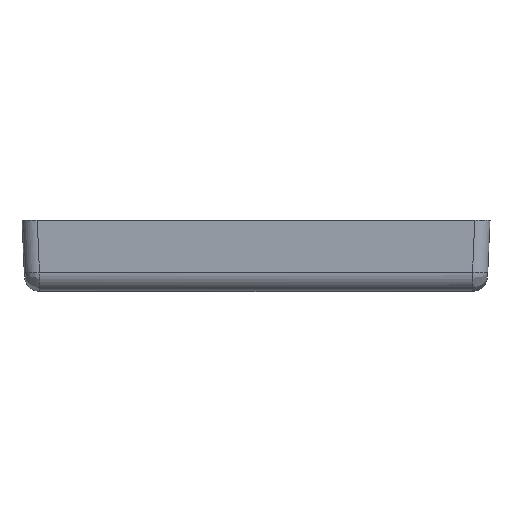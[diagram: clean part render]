
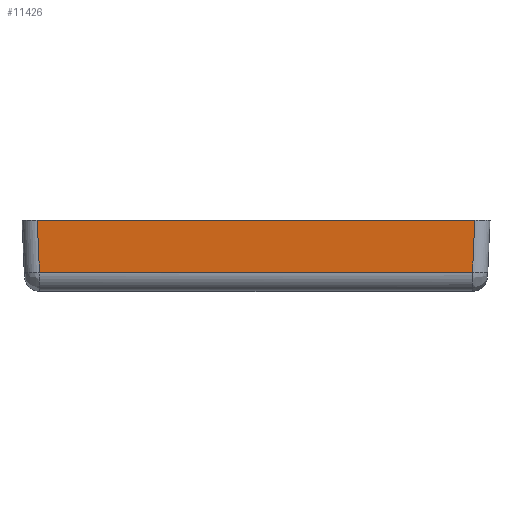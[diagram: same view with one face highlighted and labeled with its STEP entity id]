
A CAD part, left-side view. The second image highlights one B-rep face of the part: STEP entity #11426.
In plain terms, the highlighted planar face has unit normal (-0.999, 0, -0.044).
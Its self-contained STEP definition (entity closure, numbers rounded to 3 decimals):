
#115=CARTESIAN_POINT('',(-28.993,65.942,14.));
#116=VERTEX_POINT('',#115);
#124=CARTESIAN_POINT('',(-28.993,-20.286,14.));
#125=VERTEX_POINT('',#124);
#126=CARTESIAN_POINT('',(-28.993,-20.286,14.));
#127=DIRECTION('',(0.0,1.0,0.0));
#128=VECTOR('',#127,86.228);
#129=LINE('',#126,#128);
#130=EDGE_CURVE('',#125,#116,#129,.T.);
#8447=CARTESIAN_POINT('',(-28.548,65.498,3.826));
#8448=VERTEX_POINT('',#8447);
#9318=CARTESIAN_POINT('',(-28.548,-19.842,3.826));
#9319=VERTEX_POINT('',#9318);
#11379=CARTESIAN_POINT('',(-28.548,65.498,3.826));
#11380=DIRECTION('',(-0.044,0.044,0.998));
#11381=VECTOR('',#11380,10.194);
#11382=LINE('',#11379,#11381);
#11383=EDGE_CURVE('',#8448,#116,#11382,.T.);
#11405=CARTESIAN_POINT('',(-28.381,-22.672,0.0));
#11406=DIRECTION('',(-0.999,0.,-0.044));
#11407=DIRECTION('',(0.0,-1.0,0.0));
#11408=AXIS2_PLACEMENT_3D('',#11405,#11406,#11407);
#11409=PLANE('',#11408);
#11410=ORIENTED_EDGE('',*,*,#11383,.F.);
#11411=CARTESIAN_POINT('',(-28.548,-19.842,3.826));
#11412=DIRECTION('',(0.0,1.0,0.0));
#11413=VECTOR('',#11412,85.34);
#11414=LINE('',#11411,#11413);
#11415=EDGE_CURVE('',#9319,#8448,#11414,.T.);
#11416=ORIENTED_EDGE('',*,*,#11415,.F.);
#11417=CARTESIAN_POINT('',(-28.993,-20.286,14.));
#11418=DIRECTION('',(0.044,0.044,-0.998));
#11419=VECTOR('',#11418,10.194);
#11420=LINE('',#11417,#11419);
#11421=EDGE_CURVE('',#125,#9319,#11420,.T.);
#11422=ORIENTED_EDGE('',*,*,#11421,.F.);
#11423=ORIENTED_EDGE('',*,*,#130,.T.);
#11424=EDGE_LOOP('',(#11410,#11416,#11422,#11423));
#11425=FACE_OUTER_BOUND('',#11424,.T.);
#11426=ADVANCED_FACE('',(#11425),#11409,.T.);
